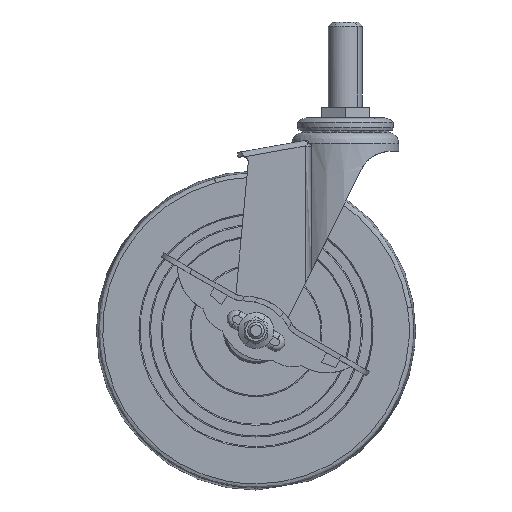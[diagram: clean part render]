
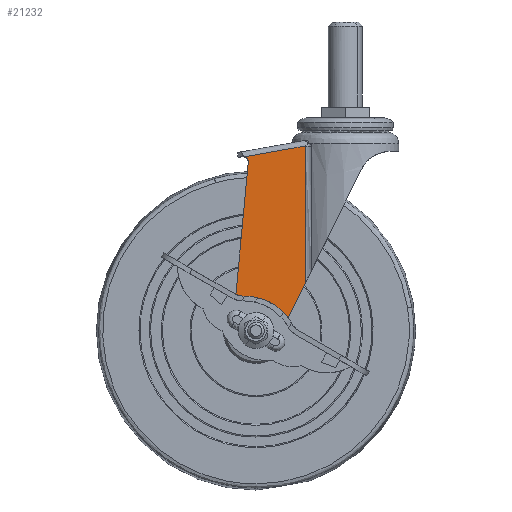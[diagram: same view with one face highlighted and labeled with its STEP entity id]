
A CAD part, front view. The second image highlights one B-rep face of the part: STEP entity #21232.
In plain terms, the highlighted free-form (B-spline) face has degree [1, 1] with [2, 2] control points.
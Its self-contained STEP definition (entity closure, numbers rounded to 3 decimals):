
#16488=CARTESIAN_POINT('',(2.79,-18.268,-2.867));
#16489=VERTEX_POINT('',#16488);
#16495=CARTESIAN_POINT('',(4.,-18.269,0.0));
#16496=VERTEX_POINT('',#16495);
#16497=CARTESIAN_POINT('',(4.,-18.269,0.0));
#16498=CARTESIAN_POINT('',(4.001,-18.269,-0.566));
#16499=CARTESIAN_POINT('',(3.77,-18.269,-1.631));
#16500=CARTESIAN_POINT('',(3.148,-18.268,-2.519));
#16501=CARTESIAN_POINT('',(2.79,-18.268,-2.867));
#16502=B_SPLINE_CURVE_WITH_KNOTS('',3,(#16497,#16498,#16499,#16500,#16501),.UNSPECIFIED.,.F.,.U.,(4,1,4),(0.,1.698,3.196),.UNSPECIFIED.);
#16503=EDGE_CURVE('',#16496,#16489,#16502,.T.);
#16505=CARTESIAN_POINT('',(0.,-18.267,4.));
#16506=VERTEX_POINT('',#16505);
#16507=CARTESIAN_POINT('',(0.,-18.267,4.));
#16508=CARTESIAN_POINT('',(0.295,-18.267,4.));
#16509=CARTESIAN_POINT('',(0.916,-18.267,3.931));
#16510=CARTESIAN_POINT('',(1.879,-18.268,3.587));
#16511=CARTESIAN_POINT('',(2.717,-18.268,2.996));
#16512=CARTESIAN_POINT('',(3.353,-18.268,2.24));
#16513=CARTESIAN_POINT('',(3.854,-18.269,1.276));
#16514=CARTESIAN_POINT('',(4.,-18.269,0.491));
#16515=CARTESIAN_POINT('',(4.,-18.269,0.0));
#16516=B_SPLINE_CURVE_WITH_KNOTS('',3,(#16507,#16508,#16509,#16510,#16511,#16512,#16513,#16514,#16515),.UNSPECIFIED.,.F.,.U.,(4,1,1,1,1,1,4),(0.,0.884,1.865,3.044,3.927,4.811,6.283),.UNSPECIFIED.);
#16517=EDGE_CURVE('',#16506,#16496,#16516,.T.);
#16519=CARTESIAN_POINT('',(-4.,-18.266,0.));
#16520=VERTEX_POINT('',#16519);
#16521=CARTESIAN_POINT('',(-4.,-18.266,0.));
#16522=CARTESIAN_POINT('',(-4.,-18.266,0.491));
#16523=CARTESIAN_POINT('',(-3.853,-18.266,1.276));
#16524=CARTESIAN_POINT('',(-3.308,-18.266,2.328));
#16525=CARTESIAN_POINT('',(-2.686,-18.266,3.014));
#16526=CARTESIAN_POINT('',(-1.954,-18.266,3.516));
#16527=CARTESIAN_POINT('',(-1.113,-18.267,3.889));
#16528=CARTESIAN_POINT('',(-0.425,-18.267,4.));
#16529=CARTESIAN_POINT('',(0.,-18.267,4.));
#16530=B_SPLINE_CURVE_WITH_KNOTS('',3,(#16521,#16522,#16523,#16524,#16525,#16526,#16527,#16528,#16529),.UNSPECIFIED.,.F.,.U.,(4,1,1,1,1,1,4),(0.,1.473,2.356,3.534,4.222,5.007,6.283),.UNSPECIFIED.);
#16531=EDGE_CURVE('',#16520,#16506,#16530,.T.);
#16533=CARTESIAN_POINT('',(-2.702,-18.266,-2.949));
#16534=VERTEX_POINT('',#16533);
#16535=CARTESIAN_POINT('',(-2.702,-18.266,-2.949));
#16536=CARTESIAN_POINT('',(-2.983,-18.266,-2.692));
#16537=CARTESIAN_POINT('',(-3.358,-18.266,-2.234));
#16538=CARTESIAN_POINT('',(-3.857,-18.266,-1.243));
#16539=CARTESIAN_POINT('',(-4.001,-18.266,-0.518));
#16540=CARTESIAN_POINT('',(-4.,-18.266,0.));
#16541=B_SPLINE_CURVE_WITH_KNOTS('',3,(#16535,#16536,#16537,#16538,#16539,#16540),.UNSPECIFIED.,.F.,.U.,(4,1,1,4),(0.,1.14,1.762,3.316),.UNSPECIFIED.);
#16542=EDGE_CURVE('',#16534,#16520,#16541,.T.);
#16624=CARTESIAN_POINT('',(0.,-18.267,-4.));
#16625=VERTEX_POINT('',#16624);
#16626=CARTESIAN_POINT('',(0.,-18.267,-4.));
#16627=CARTESIAN_POINT('',(-0.464,-18.267,-4.));
#16628=CARTESIAN_POINT('',(-1.452,-18.267,-3.826));
#16629=CARTESIAN_POINT('',(-2.315,-18.266,-3.305));
#16630=CARTESIAN_POINT('',(-2.702,-18.266,-2.949));
#16631=B_SPLINE_CURVE_WITH_KNOTS('',3,(#16626,#16627,#16628,#16629,#16630),.UNSPECIFIED.,.F.,.U.,(4,1,4),(0.,1.391,2.967),.UNSPECIFIED.);
#16632=EDGE_CURVE('',#16625,#16534,#16631,.T.);
#16634=CARTESIAN_POINT('',(2.79,-18.268,-2.867));
#16635=CARTESIAN_POINT('',(2.49,-18.268,-3.158));
#16636=CARTESIAN_POINT('',(1.932,-18.268,-3.552));
#16637=CARTESIAN_POINT('',(0.965,-18.267,-3.918));
#16638=CARTESIAN_POINT('',(0.354,-18.267,-4.));
#16639=CARTESIAN_POINT('',(0.,-18.267,-4.));
#16640=B_SPLINE_CURVE_WITH_KNOTS('',3,(#16634,#16635,#16636,#16637,#16638,#16639),.UNSPECIFIED.,.F.,.U.,(4,1,1,4),(0.,1.254,2.026,3.087),.UNSPECIFIED.);
#16641=EDGE_CURVE('',#16489,#16625,#16640,.T.);
#20019=CARTESIAN_POINT('',(23.075,-18.276,86.717));
#20020=VERTEX_POINT('',#20019);
#20089=CARTESIAN_POINT('',(23.075,-18.276,22.016));
#20090=VERTEX_POINT('',#20089);
#20105=CARTESIAN_POINT('',(23.075,-18.276,22.016));
#20106=CARTESIAN_POINT('',(23.075,-18.276,86.717));
#20107=QUASI_UNIFORM_CURVE('',1,(#20105,#20106),.UNSPECIFIED.,.F.,.U.);
#20108=EDGE_CURVE('',#20090,#20020,#20107,.T.);
#20271=CARTESIAN_POINT('',(-5.568,-18.265,81.667));
#20272=VERTEX_POINT('',#20271);
#20278=CARTESIAN_POINT('',(23.075,-18.276,86.717));
#20279=CARTESIAN_POINT('',(-5.568,-18.265,81.667));
#20280=QUASI_UNIFORM_CURVE('',1,(#20278,#20279),.UNSPECIFIED.,.F.,.U.);
#20281=EDGE_CURVE('',#20020,#20272,#20280,.T.);
#20411=CARTESIAN_POINT('',(-3.644,-18.266,78.998));
#20412=VERTEX_POINT('',#20411);
#20413=CARTESIAN_POINT('',(-5.568,-18.265,81.667));
#20414=CARTESIAN_POINT('',(-5.386,-18.265,81.625));
#20415=CARTESIAN_POINT('',(-4.978,-18.265,81.48));
#20416=CARTESIAN_POINT('',(-4.493,-18.265,81.15));
#20417=CARTESIAN_POINT('',(-4.064,-18.266,80.677));
#20418=CARTESIAN_POINT('',(-3.692,-18.266,79.998));
#20419=CARTESIAN_POINT('',(-3.608,-18.266,79.371));
#20420=CARTESIAN_POINT('',(-3.644,-18.266,78.998));
#20421=B_SPLINE_CURVE_WITH_KNOTS('',3,(#20413,#20414,#20415,#20416,#20417,#20418,#20419,#20420),.UNSPECIFIED.,.F.,.U.,(4,1,1,1,1,4),(0.,0.561,1.29,1.739,2.469,3.591),.UNSPECIFIED.);
#20422=EDGE_CURVE('',#20272,#20412,#20421,.T.);
#20476=CARTESIAN_POINT('',(9.872,-18.271,-4.851));
#20477=VERTEX_POINT('',#20476);
#20478=CARTESIAN_POINT('',(-10.952,-18.263,1.027));
#20479=VERTEX_POINT('',#20478);
#20480=CARTESIAN_POINT('',(9.872,-18.271,-4.851));
#20481=CARTESIAN_POINT('',(9.486,-18.271,-5.637));
#20482=CARTESIAN_POINT('',(8.635,-18.271,-6.948));
#20483=CARTESIAN_POINT('',(7.275,-18.27,-8.301));
#20484=CARTESIAN_POINT('',(5.807,-18.269,-9.398));
#20485=CARTESIAN_POINT('',(4.036,-18.269,-10.331));
#20486=CARTESIAN_POINT('',(1.87,-18.268,-10.912));
#20487=CARTESIAN_POINT('',(-0.56,-18.267,-11.074));
#20488=CARTESIAN_POINT('',(-2.943,-18.266,-10.714));
#20489=CARTESIAN_POINT('',(-5.234,-18.265,-9.76));
#20490=CARTESIAN_POINT('',(-7.153,-18.264,-8.46));
#20491=CARTESIAN_POINT('',(-8.713,-18.264,-6.849));
#20492=CARTESIAN_POINT('',(-10.046,-18.263,-4.711));
#20493=CARTESIAN_POINT('',(-10.943,-18.263,-2.092));
#20494=CARTESIAN_POINT('',(-11.053,-18.263,-0.043));
#20495=CARTESIAN_POINT('',(-10.952,-18.263,1.027));
#20496=B_SPLINE_CURVE_WITH_KNOTS('',3,(#20480,#20481,#20482,#20483,#20484,#20485,#20486,#20487,#20488,#20489,#20490,#20491,#20492,#20493,#20494,#20495),.UNSPECIFIED.,.F.,.U.,(4,1,1,1,1,1,1,1,1,1,1,1,1,4),(0.,2.626,4.656,5.73,8.118,10.625,12.416,15.4,17.788,19.817,22.324,24.473,27.338,30.561),.UNSPECIFIED.);
#20497=EDGE_CURVE('',#20477,#20479,#20496,.T.);
#20660=CARTESIAN_POINT('',(9.872,-18.271,-4.851));
#20661=CARTESIAN_POINT('',(23.075,-18.276,22.016));
#20662=QUASI_UNIFORM_CURVE('',1,(#20660,#20661),.UNSPECIFIED.,.F.,.U.);
#20663=EDGE_CURVE('',#20477,#20090,#20662,.T.);
#20730=CARTESIAN_POINT('',(-3.644,-18.266,78.998));
#20731=CARTESIAN_POINT('',(-10.952,-18.263,1.027));
#20732=QUASI_UNIFORM_CURVE('',1,(#20730,#20731),.UNSPECIFIED.,.F.,.U.);
#20733=EDGE_CURVE('',#20412,#20479,#20732,.T.);
#21211=CARTESIAN_POINT('',(24.777,-18.277,-15.881));
#21212=CARTESIAN_POINT('',(-12.702,-18.262,-15.881));
#21213=CARTESIAN_POINT('',(24.777,-18.277,91.598));
#21214=CARTESIAN_POINT('',(-12.702,-18.262,91.598));
#21215=B_SPLINE_SURFACE_WITH_KNOTS('',1,1,((#21211,#21213),(#21212,#21214)),.UNSPECIFIED.,.F.,.F.,.U.,(2,2),(2,2),(0.0,37.48),(0.0,107.479),.UNSPECIFIED.);
#21216=ORIENTED_EDGE('',*,*,#20663,.T.);
#21217=ORIENTED_EDGE('',*,*,#20108,.T.);
#21218=ORIENTED_EDGE('',*,*,#20281,.T.);
#21219=ORIENTED_EDGE('',*,*,#20422,.T.);
#21220=ORIENTED_EDGE('',*,*,#20733,.T.);
#21221=ORIENTED_EDGE('',*,*,#20497,.F.);
#21222=EDGE_LOOP('',(#21216,#21217,#21218,#21219,#21220,#21221));
#21223=FACE_OUTER_BOUND('',#21222,.T.);
#21224=ORIENTED_EDGE('',*,*,#16531,.T.);
#21225=ORIENTED_EDGE('',*,*,#16517,.T.);
#21226=ORIENTED_EDGE('',*,*,#16503,.T.);
#21227=ORIENTED_EDGE('',*,*,#16641,.T.);
#21228=ORIENTED_EDGE('',*,*,#16632,.T.);
#21229=ORIENTED_EDGE('',*,*,#16542,.T.);
#21230=EDGE_LOOP('',(#21224,#21225,#21226,#21227,#21228,#21229));
#21231=FACE_BOUND('',#21230,.T.);
#21232=ADVANCED_FACE('',(#21223,#21231),#21215,.F.);
